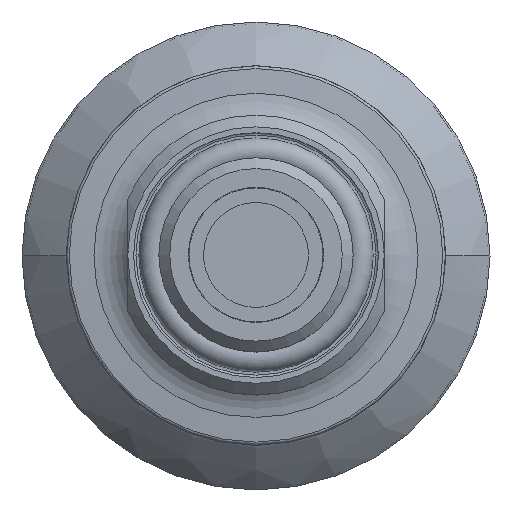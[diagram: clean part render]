
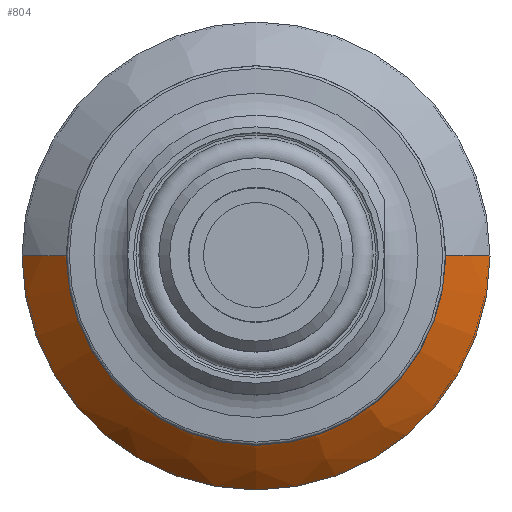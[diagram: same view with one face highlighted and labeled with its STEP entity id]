
A CAD part, top view. The second image highlights one B-rep face of the part: STEP entity #804.
In plain terms, the highlighted free-form (B-spline) face has degree [3, 3] with [4, 4] control points.
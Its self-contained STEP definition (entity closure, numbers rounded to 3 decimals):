
#804 = ADVANCED_FACE( '', ( #1760 ), #1761, .T. );
#1760 = FACE_OUTER_BOUND( '', #3779, .T. );
#1761 = ( BOUNDED_SURFACE(  )B_SPLINE_SURFACE( 3, 3, ( ( #3782, #3783, #3784, #3785 ), ( #3786, #3787, #3788, #3789 ), ( #3790, #3791, #3792, #3793 ), ( #3794, #3795, #3796, #3797 ) ), .UNSPECIFIED., .F., .F., .F. )B_SPLINE_SURFACE_WITH_KNOTS( ( 4, 4 ), ( 4, 4 ), ( 1.571, 4.712 ), ( -1.001, -0.703 ), .UNSPECIFIED. )GEOMETRIC_REPRESENTATION_ITEM(  )RATIONAL_B_SPLINE_SURFACE( ( ( 1., 0.333, 0.333, 1. ), ( 0.993, 0.331, 0.331, 0.993 ), ( 0.993, 0.331, 0.331, 0.993 ), ( 1., 0.333, 0.333, 1. ) ) )REPRESENTATION_ITEM( '' )SURFACE(  ) );
#3779 = EDGE_LOOP( '', ( #6772, #6773, #6774, #6775 ) );
#3782 = CARTESIAN_POINT( '', ( 20.072, 16.164, 0. ) );
#3783 = CARTESIAN_POINT( '', ( 20.072, 16.164, 40.144 ) );
#3784 = CARTESIAN_POINT( '', ( -20.072, 16.164, 40.144 ) );
#3785 = CARTESIAN_POINT( '', ( -20.072, 16.164, 0. ) );
#3786 = CARTESIAN_POINT( '', ( 18.461, 18.064, 0. ) );
#3787 = CARTESIAN_POINT( '', ( 18.461, 18.064, 36.922 ) );
#3788 = CARTESIAN_POINT( '', ( -18.461, 18.064, 36.922 ) );
#3789 = CARTESIAN_POINT( '', ( -18.461, 18.064, 0. ) );
#3790 = CARTESIAN_POINT( '', ( 16.586, 19.705, 0. ) );
#3791 = CARTESIAN_POINT( '', ( 16.586, 19.705, 33.172 ) );
#3792 = CARTESIAN_POINT( '', ( -16.586, 19.705, 33.172 ) );
#3793 = CARTESIAN_POINT( '', ( -16.586, 19.705, 0. ) );
#3794 = CARTESIAN_POINT( '', ( 14.488, 21.049, 0. ) );
#3795 = CARTESIAN_POINT( '', ( 14.488, 21.049, 28.977 ) );
#3796 = CARTESIAN_POINT( '', ( -14.488, 21.049, 28.977 ) );
#3797 = CARTESIAN_POINT( '', ( -14.488, 21.049, 0. ) );
#6772 = ORIENTED_EDGE( '', *, *, #9334, .F. );
#6773 = ORIENTED_EDGE( '', *, *, #9335, .T. );
#6774 = ORIENTED_EDGE( '', *, *, #9336, .F. );
#6775 = ORIENTED_EDGE( '', *, *, #9337, .F. );
#9334 = EDGE_CURVE( '', #11354, #11355, #11356, .F. );
#9335 = EDGE_CURVE( '', #11354, #11357, #11358, .T. );
#9336 = EDGE_CURVE( '', #11359, #11357, #11360, .F. );
#9337 = EDGE_CURVE( '', #11355, #11359, #11361, .T. );
#11354 = VERTEX_POINT( '', #15254 );
#11355 = VERTEX_POINT( '', #15255 );
#11356 = CIRCLE( '', #15256, 25. );
#11357 = VERTEX_POINT( '', #15257 );
#11358 = CIRCLE( '', #15258, 14.488 );
#11359 = VERTEX_POINT( '', #15259 );
#11360 = CIRCLE( '', #15260, 25. );
#11361 = CIRCLE( '', #15261, 20.072 );
#15254 = CARTESIAN_POINT( '', ( 14.488, 21.049, 0. ) );
#15255 = CARTESIAN_POINT( '', ( 20.072, 16.164, 0. ) );
#15256 = AXIS2_PLACEMENT_3D( '', #17171, #17172, #17173 );
#15257 = CARTESIAN_POINT( '', ( -14.488, 21.049, 0. ) );
#15258 = AXIS2_PLACEMENT_3D( '', #17174, #17175, #17176 );
#15259 = CARTESIAN_POINT( '', ( -20.072, 16.164, 0. ) );
#15260 = AXIS2_PLACEMENT_3D( '', #17177, #17178, #17179 );
#15261 = AXIS2_PLACEMENT_3D( '', #17180, #17181, #17182 );
#17171 = CARTESIAN_POINT( '', ( 1., 0., 0. ) );
#17172 = DIRECTION( '', ( 0., 0., 1. ) );
#17173 = DIRECTION( '', ( 1., 0., 0. ) );
#17174 = CARTESIAN_POINT( '', ( 0., 21.049, 0. ) );
#17175 = DIRECTION( '', ( 0., -1., 0. ) );
#17176 = DIRECTION( '', ( 0., 0., -1. ) );
#17177 = CARTESIAN_POINT( '', ( -1., 0., 0. ) );
#17178 = DIRECTION( '', ( 0., 0., 1. ) );
#17179 = DIRECTION( '', ( 1., 0., 0. ) );
#17180 = CARTESIAN_POINT( '', ( 0., 16.164, 0. ) );
#17181 = DIRECTION( '', ( 0., -1., 0. ) );
#17182 = DIRECTION( '', ( 0., 0., -1. ) );
